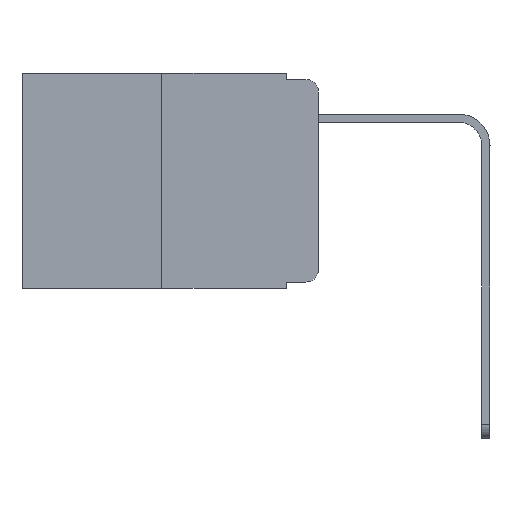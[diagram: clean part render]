
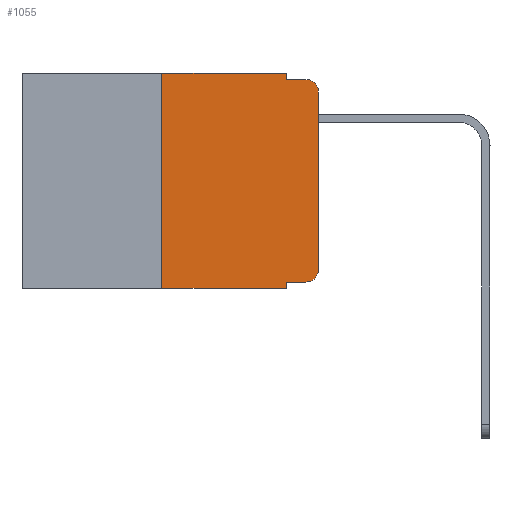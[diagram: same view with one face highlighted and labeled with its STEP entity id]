
A CAD part, left-side view. The second image highlights one B-rep face of the part: STEP entity #1055.
In plain terms, the highlighted planar face has unit normal (-1, 0, 0).
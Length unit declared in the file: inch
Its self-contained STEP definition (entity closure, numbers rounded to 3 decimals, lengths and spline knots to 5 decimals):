
#23 = LINE ( 'NONE', #3812, #4925 ) ;
#171 = VERTEX_POINT ( 'NONE', #1505 ) ;
#306 = VERTEX_POINT ( 'NONE', #5861 ) ;
#393 = VECTOR ( 'NONE', #1375, 39.37008 ) ;
#434 = VECTOR ( 'NONE', #739, 39.37008 ) ;
#686 = PLANE ( 'NONE',  #9427 ) ;
#739 = DIRECTION ( 'NONE',  ( 0., -1., 0. ) ) ;
#750 = DIRECTION ( 'NONE',  ( 0., 0., -1. ) ) ;
#1055 = ADVANCED_FACE ( 'NONE', ( #6509 ), #686, .F. ) ;
#1143 = ORIENTED_EDGE ( 'NONE', *, *, #6890, .F. ) ;
#1170 = ORIENTED_EDGE ( 'NONE', *, *, #9514, .T. ) ;
#1375 = DIRECTION ( 'NONE',  ( 0., -1., 0. ) ) ;
#1461 = VECTOR ( 'NONE', #3789, 39.37008 ) ;
#1505 = CARTESIAN_POINT ( 'NONE',  ( 0., 0.051, -0.333 ) ) ;
#1783 = CARTESIAN_POINT ( 'NONE',  ( 0., 0.25, 0. ) ) ;
#1951 = VERTEX_POINT ( 'NONE', #4392 ) ;
#2170 = CARTESIAN_POINT ( 'NONE',  ( 0., 0.051, -0.01 ) ) ;
#2252 = EDGE_CURVE ( 'NONE', #171, #4038, #4281, .T. ) ;
#2292 = CARTESIAN_POINT ( 'NONE',  ( 0., 0.02, -0.333 ) ) ;
#2345 = VERTEX_POINT ( 'NONE', #1783 ) ;
#2476 = LINE ( 'NONE', #2170, #393 ) ;
#2731 = VECTOR ( 'NONE', #5226, 39.37008 ) ;
#2930 = ORIENTED_EDGE ( 'NONE', *, *, #9538, .T. ) ;
#3364 = ORIENTED_EDGE ( 'NONE', *, *, #2252, .T. ) ;
#3449 = DIRECTION ( 'NONE',  ( 0., 0., -1. ) ) ;
#3556 = VECTOR ( 'NONE', #3732, 39.37008 ) ;
#3638 = CARTESIAN_POINT ( 'NONE',  ( 0., 0.473, -0.343 ) ) ;
#3732 = DIRECTION ( 'NONE',  ( 0., 0., -1. ) ) ;
#3789 = DIRECTION ( 'NONE',  ( 0., 0., 1. ) ) ;
#3812 = CARTESIAN_POINT ( 'NONE',  ( 0., 0.051, 0. ) ) ;
#3990 = EDGE_CURVE ( 'NONE', #6805, #4127, #4962, .T. ) ;
#4038 = VERTEX_POINT ( 'NONE', #2292 ) ;
#4086 = ORIENTED_EDGE ( 'NONE', *, *, #8868, .F. ) ;
#4113 = DIRECTION ( 'NONE',  ( 0., -1., 0. ) ) ;
#4127 = VERTEX_POINT ( 'NONE', #8732 ) ;
#4241 = VERTEX_POINT ( 'NONE', #7221 ) ;
#4281 = LINE ( 'NONE', #6424, #6112 ) ;
#4283 = DIRECTION ( 'NONE',  ( 0., 0., -1. ) ) ;
#4392 = CARTESIAN_POINT ( 'NONE',  ( 0., 0.051, -0.01 ) ) ;
#4428 = CARTESIAN_POINT ( 'NONE',  ( 0., 0.473, 0. ) ) ;
#4618 = AXIS2_PLACEMENT_3D ( 'NONE', #5761, #8105, #3449 ) ;
#4867 = CARTESIAN_POINT ( 'NONE',  ( 0., 0.02, -0.01 ) ) ;
#4925 = VECTOR ( 'NONE', #750, 39.37008 ) ;
#4962 = LINE ( 'NONE', #3638, #434 ) ;
#5145 = DIRECTION ( 'NONE',  ( 0., 0., 1. ) ) ;
#5185 = DIRECTION ( 'NONE',  ( 1., 0., 0. ) ) ;
#5191 = ORIENTED_EDGE ( 'NONE', *, *, #7423, .T. ) ;
#5226 = DIRECTION ( 'NONE',  ( 0., -1., 0. ) ) ;
#5332 = DIRECTION ( 'NONE',  ( 0., 0., -1. ) ) ;
#5427 = CARTESIAN_POINT ( 'NONE',  ( 0., 0., 0. ) ) ;
#5761 = CARTESIAN_POINT ( 'NONE',  ( 0., 0.02, -0.03 ) ) ;
#5789 = CARTESIAN_POINT ( 'NONE',  ( 0., 0.051, 0. ) ) ;
#5861 = CARTESIAN_POINT ( 'NONE',  ( 0., 0., -0.313 ) ) ;
#5892 = EDGE_CURVE ( 'NONE', #2345, #7985, #6866, .T. ) ;
#5913 = CARTESIAN_POINT ( 'NONE',  ( 0., 0.473, 0. ) ) ;
#5995 = EDGE_CURVE ( 'NONE', #7985, #1951, #23, .T. ) ;
#6067 = VERTEX_POINT ( 'NONE', #4867 ) ;
#6112 = VECTOR ( 'NONE', #4113, 39.37008 ) ;
#6208 = DIRECTION ( 'NONE',  ( -1., 0., 0. ) ) ;
#6424 = CARTESIAN_POINT ( 'NONE',  ( 0., 0.051, -0.333 ) ) ;
#6456 = CARTESIAN_POINT ( 'NONE',  ( 0., 0.25, -0.343 ) ) ;
#6509 = FACE_OUTER_BOUND ( 'NONE', #9106, .T. ) ;
#6605 = LINE ( 'NONE', #6921, #3556 ) ;
#6805 = VERTEX_POINT ( 'NONE', #6456 ) ;
#6866 = LINE ( 'NONE', #4428, #2731 ) ;
#6890 = EDGE_CURVE ( 'NONE', #6805, #2345, #7483, .T. ) ;
#6921 = CARTESIAN_POINT ( 'NONE',  ( 0., 0.051, 0. ) ) ;
#7221 = CARTESIAN_POINT ( 'NONE',  ( 0., 0., -0.03 ) ) ;
#7253 = VECTOR ( 'NONE', #5145, 39.37008 ) ;
#7423 = EDGE_CURVE ( 'NONE', #4241, #6067, #9320, .T. ) ;
#7425 = LINE ( 'NONE', #5427, #1461 ) ;
#7483 = LINE ( 'NONE', #9774, #7253 ) ;
#7623 = ORIENTED_EDGE ( 'NONE', *, *, #5995, .F. ) ;
#7951 = ORIENTED_EDGE ( 'NONE', *, *, #8226, .F. ) ;
#7985 = VERTEX_POINT ( 'NONE', #5789 ) ;
#8105 = DIRECTION ( 'NONE',  ( -1., 0., 0. ) ) ;
#8212 = ORIENTED_EDGE ( 'NONE', *, *, #5892, .F. ) ;
#8226 = EDGE_CURVE ( 'NONE', #1951, #6067, #2476, .T. ) ;
#8328 = ORIENTED_EDGE ( 'NONE', *, *, #3990, .T. ) ;
#8418 = CIRCLE ( 'NONE', #9903, 0.02 ) ;
#8732 = CARTESIAN_POINT ( 'NONE',  ( 0., 0.051, -0.343 ) ) ;
#8868 = EDGE_CURVE ( 'NONE', #171, #4127, #6605, .T. ) ;
#9106 = EDGE_LOOP ( 'NONE', ( #2930, #5191, #7951, #7623, #8212, #1143, #8328, #4086, #3364, #1170 ) ) ;
#9320 = CIRCLE ( 'NONE', #4618, 0.02 ) ;
#9427 = AXIS2_PLACEMENT_3D ( 'NONE', #5913, #5185, #4283 ) ;
#9514 = EDGE_CURVE ( 'NONE', #4038, #306, #8418, .T. ) ;
#9538 = EDGE_CURVE ( 'NONE', #306, #4241, #7425, .T. ) ;
#9774 = CARTESIAN_POINT ( 'NONE',  ( 0., 0.25, 0. ) ) ;
#9903 = AXIS2_PLACEMENT_3D ( 'NONE', #10113, #6208, #5332 ) ;
#10113 = CARTESIAN_POINT ( 'NONE',  ( 0., 0.02, -0.313 ) ) ;
